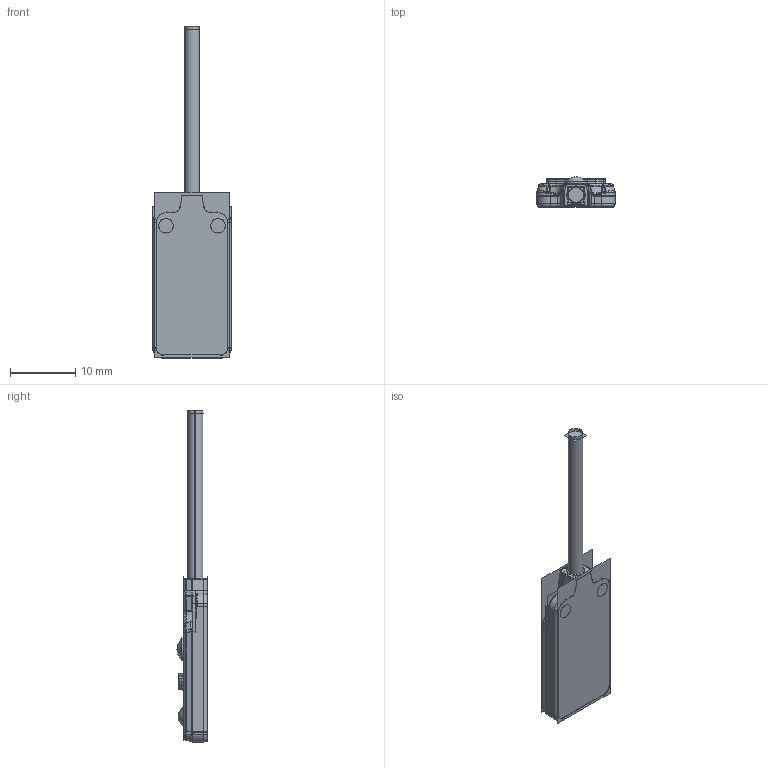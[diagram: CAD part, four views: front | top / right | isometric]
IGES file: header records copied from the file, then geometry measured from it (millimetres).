
Start section:  PTC IGES file: 149857_sm01.igs
Global section: file name: 149857_sm01.igs; native system: Creo Parametric by PTC Inc.; preprocessor: 2022414; author: banengservice; organization: Unknown; date: 20250819.120947; units: millimetre
Bounding box: 12.13 x 4.69 x 50.9 mm (x, y, z)
Volume: 1061.7 mm3; surface area: 4587.8 mm2
Topology: 2 solids, 2 shells, 929 faces, 4611 edges, 5698 vertices
Faces by surface type: bspline 417, extrusion 310, revolution 202
